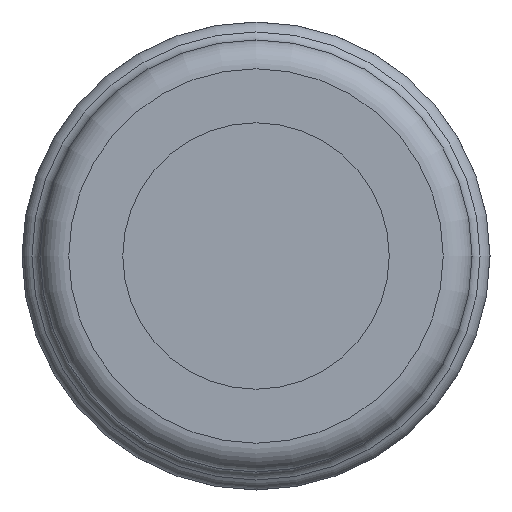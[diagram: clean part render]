
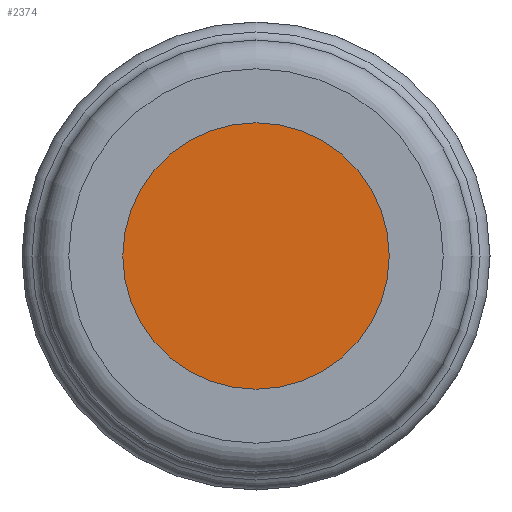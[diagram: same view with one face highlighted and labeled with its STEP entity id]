
A CAD part, left-side view. The second image highlights one B-rep face of the part: STEP entity #2374.
In plain terms, the highlighted planar face has unit normal (-1, 0, 0).
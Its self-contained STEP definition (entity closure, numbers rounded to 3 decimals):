
#600=FACE_OUTER_BOUND($,#802,.T.);
#802=EDGE_LOOP($,(#2150));
#948=CIRCLE($,#2689,1.85);
#1172=VERTEX_POINT($,#4320);
#1498=EDGE_CURVE($,#1172,#1172,#948,.T.);
#2150=ORIENTED_EDGE($,*,*,#1498,.F.);
#2221=PLANE($,#2690);
#2374=ADVANCED_FACE($,(#600),#2221,.F.);
#2689=AXIS2_PLACEMENT_3D($,#4321,#3439,#3440);
#2690=AXIS2_PLACEMENT_3D($,#4322,#3441,#3442);
#3439=DIRECTION('center_axis',(1.,0.,0.));
#3440=DIRECTION('ref_axis',(0.,1.,0.));
#3441=DIRECTION('center_axis',(1.,0.,0.));
#3442=DIRECTION('ref_axis',(0.,0.,-1.));
#4320=CARTESIAN_POINT('',(-20.8,1.85,0.));
#4321=CARTESIAN_POINT('Origin',(-20.8,0.,0.));
#4322=CARTESIAN_POINT('Origin',(-20.8,0.,0.));
